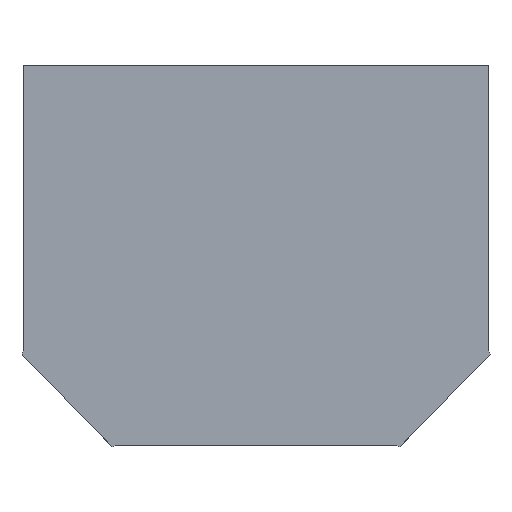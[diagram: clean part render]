
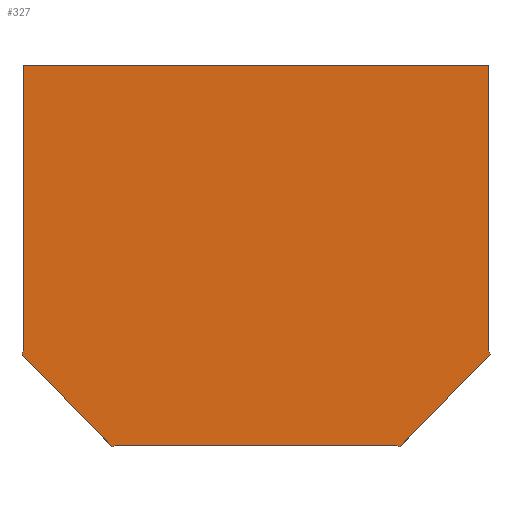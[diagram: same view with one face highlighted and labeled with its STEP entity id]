
A CAD part, top view. The second image highlights one B-rep face of the part: STEP entity #327.
In plain terms, the highlighted planar face has unit normal (0, 0, 1).
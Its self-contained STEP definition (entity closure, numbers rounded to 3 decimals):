
#5 = CARTESIAN_POINT ( 'NONE',  ( -120.393, -148.19, 0. ) ) ;
#21 = ORIENTED_EDGE ( 'NONE', *, *, #612, .T. ) ;
#26 = CARTESIAN_POINT ( 'NONE',  ( 120.86, -149.371, 0. ) ) ;
#27 = B_SPLINE_CURVE_WITH_KNOTS ( 'NONE', 3,
 ( #880, #155, #737, #721, #723, #660 ),
 .UNSPECIFIED., .F., .F.,
 ( 4, 2, 4 ),
 ( 0.001, 0.002, 0.003 ),
 .UNSPECIFIED. ) ;
#35 = EDGE_LOOP ( 'NONE', ( #790, #186, #568, #773, #990, #21, #110, #981, #827, #367, #645, #424 ) ) ;
#44 = EDGE_CURVE ( 'NONE', #824, #958, #288, .T. ) ;
#52 = CARTESIAN_POINT ( 'NONE',  ( -120.589, -148.798, 0. ) ) ;
#66 = CARTESIAN_POINT ( 'NONE',  ( -72.632, -196.663, 0. ) ) ;
#67 = CARTESIAN_POINT ( 'NONE',  ( -120.713, -149.09, 0. ) ) ;
#74 = LINE ( 'NONE', #885, #636 ) ;
#84 = CARTESIAN_POINT ( 'NONE',  ( -120.86, -149.371, 0. ) ) ;
#91 = VECTOR ( 'NONE', #928, 1000. ) ;
#92 = DIRECTION ( 'NONE',  ( -1., 0., 0. ) ) ;
#110 = ORIENTED_EDGE ( 'NONE', *, *, #849, .F. ) ;
#150 = VERTEX_POINT ( 'NONE', #428 ) ;
#155 = CARTESIAN_POINT ( 'NONE',  ( -72.941, -196.731, 0. ) ) ;
#174 = PLANE ( 'NONE',  #208 ) ;
#186 = ORIENTED_EDGE ( 'NONE', *, *, #269, .T. ) ;
#188 = VECTOR ( 'NONE', #845, 1000. ) ;
#208 = AXIS2_PLACEMENT_3D ( 'NONE', #472, #649, #92 ) ;
#212 = VERTEX_POINT ( 'NONE', #617 ) ;
#214 = VERTEX_POINT ( 'NONE', #770 ) ;
#221 = CARTESIAN_POINT ( 'NONE',  ( 120.25, -147.558, 0. ) ) ;
#269 = EDGE_CURVE ( 'NONE', #894, #214, #427, .T. ) ;
#277 = LINE ( 'NONE', #307, #458 ) ;
#278 = CARTESIAN_POINT ( 'NONE',  ( 74.426, -197.255, 0. ) ) ;
#283 = LINE ( 'NONE', #556, #684 ) ;
#284 = CARTESIAN_POINT ( 'NONE',  ( 72.941, -196.731, 0. ) ) ;
#288 = LINE ( 'NONE', #558, #366 ) ;
#292 = CARTESIAN_POINT ( 'NONE',  ( -120.32, -147.873, 0. ) ) ;
#307 = CARTESIAN_POINT ( 'NONE',  ( 75., -196.663, 0. ) ) ;
#313 = CARTESIAN_POINT ( 'NONE',  ( 136.938, -132.791, 0. ) ) ;
#327 = ADVANCED_FACE ( 'NONE', ( #841 ), #174, .F. ) ;
#329 = DIRECTION ( 'NONE',  ( 0., 1., 0. ) ) ;
#342 = LINE ( 'NONE', #466, #188 ) ;
#347 = EDGE_CURVE ( 'NONE', #739, #894, #277, .T. ) ;
#360 = CARTESIAN_POINT ( 'NONE',  ( 120.25, -1.7, 0. ) ) ;
#362 = EDGE_CURVE ( 'NONE', #150, #505, #342, .T. ) ;
#366 = VECTOR ( 'NONE', #500, 1000. ) ;
#367 = ORIENTED_EDGE ( 'NONE', *, *, #911, .T. ) ;
#382 = CARTESIAN_POINT ( 'NONE',  ( -120.25, -147.558, 0. ) ) ;
#401 = VERTEX_POINT ( 'NONE', #584 ) ;
#408 = CARTESIAN_POINT ( 'NONE',  ( -120.86, -149.371, 0. ) ) ;
#424 = ORIENTED_EDGE ( 'NONE', *, *, #434, .F. ) ;
#427 = B_SPLINE_CURVE_WITH_KNOTS ( 'NONE', 3,
 ( #451, #284, #526, #907, #594, #278 ),
 .UNSPECIFIED., .F., .F.,
 ( 4, 2, 4 ),
 ( 0.001, 0.002, 0.003 ),
 .UNSPECIFIED. ) ;
#428 = CARTESIAN_POINT ( 'NONE',  ( -120.25, -1.7, 0. ) ) ;
#434 = EDGE_CURVE ( 'NONE', #739, #824, #27, .T. ) ;
#447 = EDGE_CURVE ( 'NONE', #150, #673, #283, .T. ) ;
#451 = CARTESIAN_POINT ( 'NONE',  ( 72.632, -196.663, 0. ) ) ;
#458 = VECTOR ( 'NONE', #930, 1000. ) ;
#466 = CARTESIAN_POINT ( 'NONE',  ( -120.25, 0., 0. ) ) ;
#472 = CARTESIAN_POINT ( 'NONE',  ( 0., 0., 0. ) ) ;
#480 = EDGE_CURVE ( 'NONE', #575, #214, #860, .T. ) ;
#500 = DIRECTION ( 'NONE',  ( -0.696, 0.718, 0. ) ) ;
#503 = B_SPLINE_CURVE_WITH_KNOTS ( 'NONE', 3,
 ( #221, #961, #635, #648, #650, #583 ),
 .UNSPECIFIED., .F., .F.,
 ( 4, 2, 4 ),
 ( 0.001, 0.002, 0.003 ),
 .UNSPECIFIED. ) ;
#505 = VERTEX_POINT ( 'NONE', #574 ) ;
#526 = CARTESIAN_POINT ( 'NONE',  ( 73.249, -196.801, 0. ) ) ;
#556 = CARTESIAN_POINT ( 'NONE',  ( -120.25, 0., 0. ) ) ;
#558 = CARTESIAN_POINT ( 'NONE',  ( -136.938, -132.791, 0. ) ) ;
#568 = ORIENTED_EDGE ( 'NONE', *, *, #480, .F. ) ;
#574 = CARTESIAN_POINT ( 'NONE',  ( -120.25, -147.558, 0. ) ) ;
#575 = VERTEX_POINT ( 'NONE', #26 ) ;
#583 = CARTESIAN_POINT ( 'NONE',  ( 120.86, -149.371, 0. ) ) ;
#584 = CARTESIAN_POINT ( 'NONE',  ( 120.25, -147.558, 0. ) ) ;
#593 = EDGE_CURVE ( 'NONE', #401, #575, #503, .T. ) ;
#594 = CARTESIAN_POINT ( 'NONE',  ( 74.145, -197.112, 0. ) ) ;
#612 = EDGE_CURVE ( 'NONE', #212, #973, #801, .T. ) ;
#617 = CARTESIAN_POINT ( 'NONE',  ( 120.25, -1.7, 0. ) ) ;
#632 = CARTESIAN_POINT ( 'NONE',  ( 120.25, 0., 0. ) ) ;
#635 = CARTESIAN_POINT ( 'NONE',  ( 120.393, -148.19, 0. ) ) ;
#636 = VECTOR ( 'NONE', #974, 1000. ) ;
#639 = EDGE_CURVE ( 'NONE', #401, #212, #74, .T. ) ;
#645 = ORIENTED_EDGE ( 'NONE', *, *, #44, .F. ) ;
#648 = CARTESIAN_POINT ( 'NONE',  ( 120.589, -148.798, 0. ) ) ;
#649 = DIRECTION ( 'NONE',  ( 0., 0., -1. ) ) ;
#650 = CARTESIAN_POINT ( 'NONE',  ( 120.713, -149.09, 0. ) ) ;
#660 = CARTESIAN_POINT ( 'NONE',  ( -74.426, -197.255, 0. ) ) ;
#673 = VERTEX_POINT ( 'NONE', #734 ) ;
#684 = VECTOR ( 'NONE', #329, 1000. ) ;
#721 = CARTESIAN_POINT ( 'NONE',  ( -73.852, -196.991, 0. ) ) ;
#723 = CARTESIAN_POINT ( 'NONE',  ( -74.145, -197.112, 0. ) ) ;
#734 = CARTESIAN_POINT ( 'NONE',  ( -120.25, 0., 0. ) ) ;
#737 = CARTESIAN_POINT ( 'NONE',  ( -73.249, -196.801, 0. ) ) ;
#739 = VERTEX_POINT ( 'NONE', #66 ) ;
#759 = LINE ( 'NONE', #882, #912 ) ;
#770 = CARTESIAN_POINT ( 'NONE',  ( 74.426, -197.255, 0. ) ) ;
#773 = ORIENTED_EDGE ( 'NONE', *, *, #593, .F. ) ;
#780 = CARTESIAN_POINT ( 'NONE',  ( 72.632, -196.663, 0. ) ) ;
#790 = ORIENTED_EDGE ( 'NONE', *, *, #347, .T. ) ;
#801 = LINE ( 'NONE', #360, #91 ) ;
#821 = VECTOR ( 'NONE', #858, 1000. ) ;
#824 = VERTEX_POINT ( 'NONE', #877 ) ;
#827 = ORIENTED_EDGE ( 'NONE', *, *, #362, .T. ) ;
#841 = FACE_OUTER_BOUND ( 'NONE', #35, .T. ) ;
#843 = DIRECTION ( 'NONE',  ( 1., 0., 0. ) ) ;
#845 = DIRECTION ( 'NONE',  ( 0., -1., 0. ) ) ;
#849 = EDGE_CURVE ( 'NONE', #673, #973, #759, .T. ) ;
#858 = DIRECTION ( 'NONE',  ( -0.696, -0.718, 0. ) ) ;
#860 = LINE ( 'NONE', #313, #821 ) ;
#877 = CARTESIAN_POINT ( 'NONE',  ( -74.426, -197.255, 0. ) ) ;
#880 = CARTESIAN_POINT ( 'NONE',  ( -72.632, -196.663, 0. ) ) ;
#882 = CARTESIAN_POINT ( 'NONE',  ( 0., 0., 0. ) ) ;
#885 = CARTESIAN_POINT ( 'NONE',  ( 120.25, 0., 0. ) ) ;
#894 = VERTEX_POINT ( 'NONE', #780 ) ;
#907 = CARTESIAN_POINT ( 'NONE',  ( 73.852, -196.991, 0. ) ) ;
#911 = EDGE_CURVE ( 'NONE', #505, #958, #985, .T. ) ;
#912 = VECTOR ( 'NONE', #843, 1000. ) ;
#928 = DIRECTION ( 'NONE',  ( 0., 1., 0. ) ) ;
#930 = DIRECTION ( 'NONE',  ( 1., 0., 0. ) ) ;
#958 = VERTEX_POINT ( 'NONE', #408 ) ;
#961 = CARTESIAN_POINT ( 'NONE',  ( 120.32, -147.873, 0. ) ) ;
#973 = VERTEX_POINT ( 'NONE', #632 ) ;
#974 = DIRECTION ( 'NONE',  ( 0., 1., 0. ) ) ;
#981 = ORIENTED_EDGE ( 'NONE', *, *, #447, .F. ) ;
#985 = B_SPLINE_CURVE_WITH_KNOTS ( 'NONE', 3,
 ( #382, #292, #5, #52, #67, #84 ),
 .UNSPECIFIED., .F., .F.,
 ( 4, 2, 4 ),
 ( 0.001, 0.002, 0.003 ),
 .UNSPECIFIED. ) ;
#990 = ORIENTED_EDGE ( 'NONE', *, *, #639, .T. ) ;
